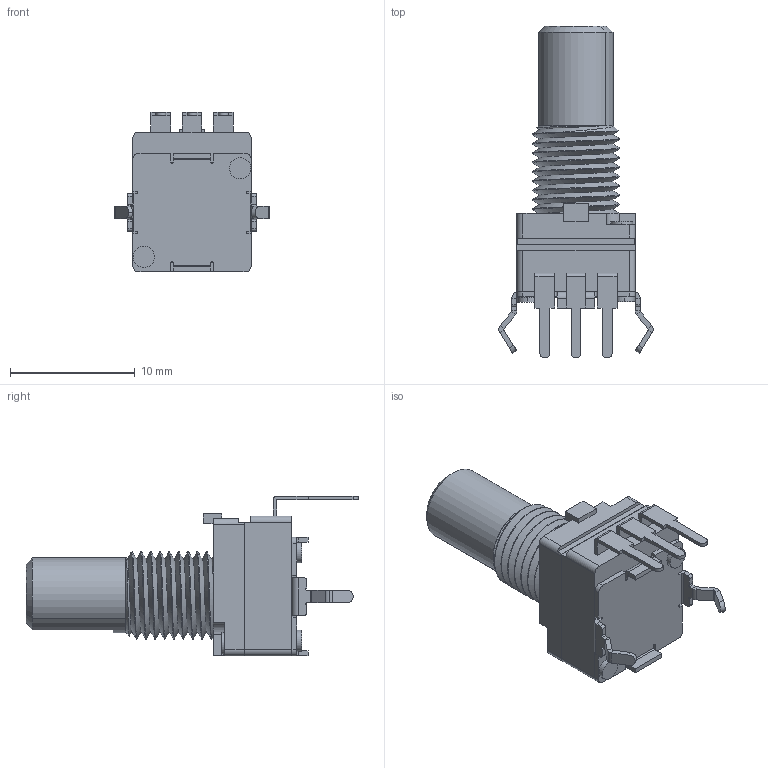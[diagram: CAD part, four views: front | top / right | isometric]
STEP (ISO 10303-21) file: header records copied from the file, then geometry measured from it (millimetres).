
FILE_DESCRIPTION (( 'STEP AP214' ), '1' );
FILE_NAME ('RK0952N.STEP', '2021-10-06T00:39:55', ( 'lenovo' ), ( 'Microsoft' ), 'SwSTEP 2.0', 'SolidWorks 2020', '' );
FILE_SCHEMA (( 'AUTOMOTIVE_DESIGN' ));
Length unit declared in the file: millimetre
Products named in the file (5): 粣杶N=7; 蟯伎; 粣陑15F-N=7; 盓殤; RK0952N
Assembly tree (4 placements, depth 2):
  RK0952N
    蟯伎
    盓殤
    粣杶N=7
    粣陑15F-N=7
Bounding box: 12.36 x 26.6 x 12.8 mm (x, y, z)
Volume: 1127.4 mm3; surface area: 1651 mm2
Topology: 4 solids, 4 shells, 260 faces, 655 edges, 413 vertices
Faces by surface type: plane 155, cylinder 96, cone 7, bspline 2
Entity records: 9247 total; most frequent: CARTESIAN_POINT 2698, ORIENTED_EDGE 1310, DIRECTION 1303, EDGE_CURVE 655, LINE 439, VECTOR 439, AXIS2_PLACEMENT_3D 432, VERTEX_POINT 413
